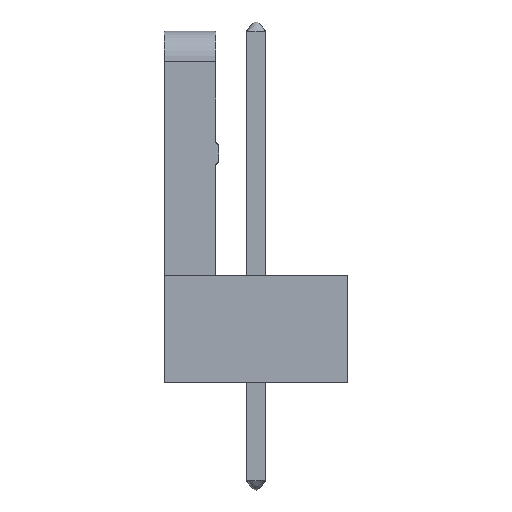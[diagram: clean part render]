
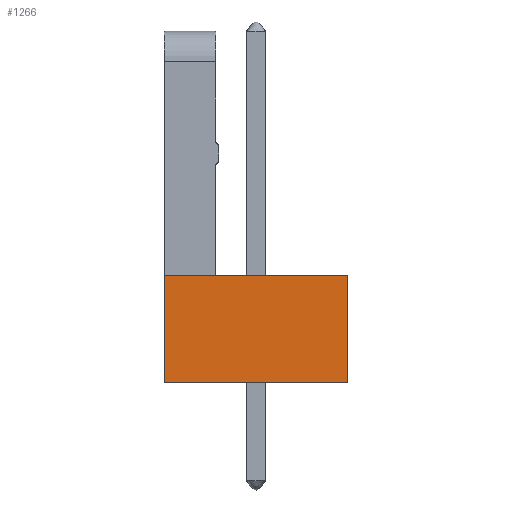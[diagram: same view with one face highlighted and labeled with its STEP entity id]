
A CAD part, left-side view. The second image highlights one B-rep face of the part: STEP entity #1266.
In plain terms, the highlighted planar face has unit normal (-1, 0, 0).
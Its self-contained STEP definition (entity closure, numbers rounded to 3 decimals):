
#55 = PLANE('',#56);
#56 = AXIS2_PLACEMENT_3D('',#57,#58,#59);
#57 = CARTESIAN_POINT('',(-2.87,1.23,3.499));
#58 = DIRECTION('',(0.,-1.,0.));
#59 = DIRECTION('',(1.,0.,0.));
#133 = PLANE('',#134);
#134 = AXIS2_PLACEMENT_3D('',#135,#136,#137);
#135 = CARTESIAN_POINT('',(-2.87,-4.77,3.499));
#136 = DIRECTION('',(0.,1.,0.));
#137 = DIRECTION('',(-1.,0.,0.));
#199 = VERTEX_POINT('',#200);
#200 = CARTESIAN_POINT('',(-2.87,1.23,-0.001));
#207 = PLANE('',#208);
#208 = AXIS2_PLACEMENT_3D('',#209,#210,#211);
#209 = CARTESIAN_POINT('',(-2.87,1.23,-0.001));
#210 = DIRECTION('',(0.,0.,-1.));
#211 = DIRECTION('',(0.,1.,0.));
#277 = VERTEX_POINT('',#278);
#278 = CARTESIAN_POINT('',(-2.87,-4.77,-0.001));
#299 = EDGE_CURVE('',#199,#277,#300,.T.);
#300 = SURFACE_CURVE('',#301,(#305,#312),.PCURVE_S1.);
#301 = LINE('',#302,#303);
#302 = CARTESIAN_POINT('',(-2.87,-4.77,-0.001));
#303 = VECTOR('',#304,1.);
#304 = DIRECTION('',(0.,-1.,0.));
#305 = PCURVE('',#207,#306);
#306 = DEFINITIONAL_REPRESENTATION('',(#307),#311);
#307 = LINE('',#308,#309);
#308 = CARTESIAN_POINT('',(-6.,0.));
#309 = VECTOR('',#310,1.);
#310 = DIRECTION('',(-1.,0.));
#311 = ( GEOMETRIC_REPRESENTATION_CONTEXT(2) 
PARAMETRIC_REPRESENTATION_CONTEXT() REPRESENTATION_CONTEXT('2D SPACE',''
  ) );
#312 = PCURVE('',#313,#318);
#313 = PLANE('',#314);
#314 = AXIS2_PLACEMENT_3D('',#315,#316,#317);
#315 = CARTESIAN_POINT('',(-2.87,-4.77,3.499));
#316 = DIRECTION('',(1.,0.,0.));
#317 = DIRECTION('',(0.,1.,0.));
#318 = DEFINITIONAL_REPRESENTATION('',(#319),#323);
#319 = LINE('',#320,#321);
#320 = CARTESIAN_POINT('',(0.,-3.5));
#321 = VECTOR('',#322,1.);
#322 = DIRECTION('',(-1.,0.));
#323 = ( GEOMETRIC_REPRESENTATION_CONTEXT(2) 
PARAMETRIC_REPRESENTATION_CONTEXT() REPRESENTATION_CONTEXT('2D SPACE',''
  ) );
#859 = PLANE('',#860);
#860 = AXIS2_PLACEMENT_3D('',#861,#862,#863);
#861 = CARTESIAN_POINT('',(-2.87,1.23,3.499));
#862 = DIRECTION('',(0.,0.,-1.));
#863 = DIRECTION('',(0.,1.,0.));
#1126 = VERTEX_POINT('',#1127);
#1127 = CARTESIAN_POINT('',(-2.87,1.23,3.499));
#1148 = EDGE_CURVE('',#1126,#1149,#1151,.T.);
#1149 = VERTEX_POINT('',#1150);
#1150 = CARTESIAN_POINT('',(-2.87,-4.77,3.499));
#1151 = SURFACE_CURVE('',#1152,(#1156,#1163),.PCURVE_S1.);
#1152 = LINE('',#1153,#1154);
#1153 = CARTESIAN_POINT('',(-2.87,-4.77,3.499));
#1154 = VECTOR('',#1155,1.);
#1155 = DIRECTION('',(0.,-1.,0.));
#1156 = PCURVE('',#859,#1157);
#1157 = DEFINITIONAL_REPRESENTATION('',(#1158),#1162);
#1158 = LINE('',#1159,#1160);
#1159 = CARTESIAN_POINT('',(-6.,0.));
#1160 = VECTOR('',#1161,1.);
#1161 = DIRECTION('',(-1.,0.));
#1162 = ( GEOMETRIC_REPRESENTATION_CONTEXT(2) 
PARAMETRIC_REPRESENTATION_CONTEXT() REPRESENTATION_CONTEXT('2D SPACE',''
  ) );
#1163 = PCURVE('',#313,#1164);
#1164 = DEFINITIONAL_REPRESENTATION('',(#1165),#1169);
#1165 = LINE('',#1166,#1167);
#1166 = CARTESIAN_POINT('',(0.,0.));
#1167 = VECTOR('',#1168,1.);
#1168 = DIRECTION('',(-1.,0.));
#1169 = ( GEOMETRIC_REPRESENTATION_CONTEXT(2) 
PARAMETRIC_REPRESENTATION_CONTEXT() REPRESENTATION_CONTEXT('2D SPACE',''
  ) );
#1266 = ADVANCED_FACE('',(#1267),#313,.F.);
#1267 = FACE_BOUND('',#1268,.T.);
#1268 = EDGE_LOOP('',(#1269,#1270,#1291,#1292));
#1269 = ORIENTED_EDGE('',*,*,#299,.T.);
#1270 = ORIENTED_EDGE('',*,*,#1271,.F.);
#1271 = EDGE_CURVE('',#1149,#277,#1272,.T.);
#1272 = SURFACE_CURVE('',#1273,(#1277,#1284),.PCURVE_S1.);
#1273 = LINE('',#1274,#1275);
#1274 = CARTESIAN_POINT('',(-2.87,-4.77,3.499));
#1275 = VECTOR('',#1276,1.);
#1276 = DIRECTION('',(0.,0.,-1.));
#1277 = PCURVE('',#313,#1278);
#1278 = DEFINITIONAL_REPRESENTATION('',(#1279),#1283);
#1279 = LINE('',#1280,#1281);
#1280 = CARTESIAN_POINT('',(0.,0.));
#1281 = VECTOR('',#1282,1.);
#1282 = DIRECTION('',(0.,-1.));
#1283 = ( GEOMETRIC_REPRESENTATION_CONTEXT(2) 
PARAMETRIC_REPRESENTATION_CONTEXT() REPRESENTATION_CONTEXT('2D SPACE',''
  ) );
#1284 = PCURVE('',#133,#1285);
#1285 = DEFINITIONAL_REPRESENTATION('',(#1286),#1290);
#1286 = LINE('',#1287,#1288);
#1287 = CARTESIAN_POINT('',(0.,0.));
#1288 = VECTOR('',#1289,1.);
#1289 = DIRECTION('',(0.,-1.));
#1290 = ( GEOMETRIC_REPRESENTATION_CONTEXT(2) 
PARAMETRIC_REPRESENTATION_CONTEXT() REPRESENTATION_CONTEXT('2D SPACE',''
  ) );
#1291 = ORIENTED_EDGE('',*,*,#1148,.F.);
#1292 = ORIENTED_EDGE('',*,*,#1293,.T.);
#1293 = EDGE_CURVE('',#1126,#199,#1294,.T.);
#1294 = SURFACE_CURVE('',#1295,(#1299,#1306),.PCURVE_S1.);
#1295 = LINE('',#1296,#1297);
#1296 = CARTESIAN_POINT('',(-2.87,1.23,3.499));
#1297 = VECTOR('',#1298,1.);
#1298 = DIRECTION('',(0.,0.,-1.));
#1299 = PCURVE('',#313,#1300);
#1300 = DEFINITIONAL_REPRESENTATION('',(#1301),#1305);
#1301 = LINE('',#1302,#1303);
#1302 = CARTESIAN_POINT('',(6.,0.));
#1303 = VECTOR('',#1304,1.);
#1304 = DIRECTION('',(0.,-1.));
#1305 = ( GEOMETRIC_REPRESENTATION_CONTEXT(2) 
PARAMETRIC_REPRESENTATION_CONTEXT() REPRESENTATION_CONTEXT('2D SPACE',''
  ) );
#1306 = PCURVE('',#55,#1307);
#1307 = DEFINITIONAL_REPRESENTATION('',(#1308),#1312);
#1308 = LINE('',#1309,#1310);
#1309 = CARTESIAN_POINT('',(0.,0.));
#1310 = VECTOR('',#1311,1.);
#1311 = DIRECTION('',(0.,-1.));
#1312 = ( GEOMETRIC_REPRESENTATION_CONTEXT(2) 
PARAMETRIC_REPRESENTATION_CONTEXT() REPRESENTATION_CONTEXT('2D SPACE',''
  ) );
